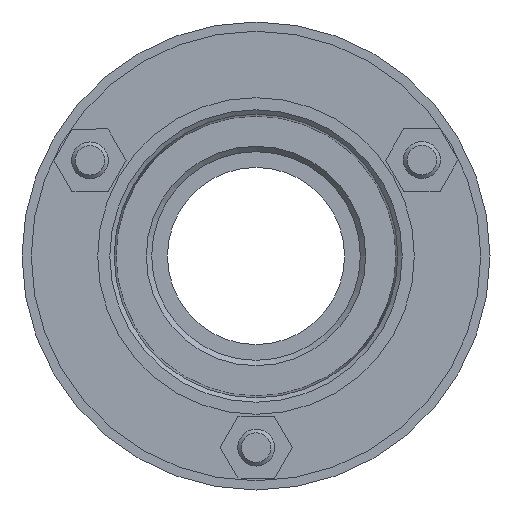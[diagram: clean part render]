
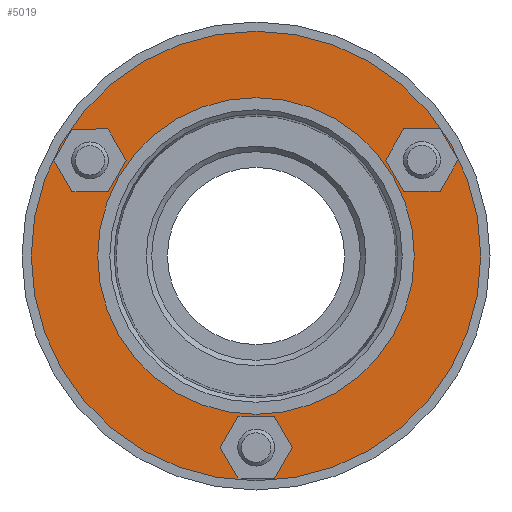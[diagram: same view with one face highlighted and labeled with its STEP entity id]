
A CAD part, front view. The second image highlights one B-rep face of the part: STEP entity #5019.
In plain terms, the highlighted planar face has unit normal (0, -1, 0).
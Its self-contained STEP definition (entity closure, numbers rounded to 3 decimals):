
#109=FACE_BOUND('',#1688,.T.);
#110=FACE_BOUND('',#1689,.T.);
#111=FACE_BOUND('',#1690,.T.);
#112=FACE_BOUND('',#1691,.T.);
#441=LINE('',#11347,#773);
#445=LINE('',#11355,#777);
#448=LINE('',#11361,#780);
#451=LINE('',#11367,#783);
#454=LINE('',#11373,#786);
#457=LINE('',#11378,#789);
#459=LINE('',#11386,#791);
#463=LINE('',#11394,#795);
#466=LINE('',#11400,#798);
#469=LINE('',#11406,#801);
#472=LINE('',#11412,#804);
#475=LINE('',#11417,#807);
#477=LINE('',#11425,#809);
#481=LINE('',#11433,#813);
#484=LINE('',#11439,#816);
#487=LINE('',#11445,#819);
#490=LINE('',#11451,#822);
#493=LINE('',#11456,#825);
#773=VECTOR('',#6268,9.815);
#777=VECTOR('',#6274,9.815);
#780=VECTOR('',#6279,9.815);
#783=VECTOR('',#6284,9.815);
#786=VECTOR('',#6289,9.815);
#789=VECTOR('',#6294,9.815);
#791=VECTOR('',#6302,9.815);
#795=VECTOR('',#6308,9.815);
#798=VECTOR('',#6313,9.815);
#801=VECTOR('',#6318,9.815);
#804=VECTOR('',#6323,9.815);
#807=VECTOR('',#6328,9.815);
#809=VECTOR('',#6336,9.815);
#813=VECTOR('',#6342,9.815);
#816=VECTOR('',#6347,9.815);
#819=VECTOR('',#6352,9.815);
#822=VECTOR('',#6357,9.815);
#825=VECTOR('',#6362,9.815);
#1038=PLANE('',#5446);
#1326=FACE_OUTER_BOUND('',#1687,.T.);
#1687=EDGE_LOOP('',(#4610));
#1688=EDGE_LOOP('',(#4611,#4612,#4613,#4614,#4615,#4616));
#1689=EDGE_LOOP('',(#4617,#4618,#4619,#4620,#4621,#4622));
#1690=EDGE_LOOP('',(#4623,#4624,#4625,#4626,#4627,#4628));
#1691=EDGE_LOOP('',(#4629));
#1871=CIRCLE('',#5445,42.969);
#1872=CIRCLE('',#5447,60.997);
#2462=VERTEX_POINT('',#11345);
#2463=VERTEX_POINT('',#11346);
#2466=VERTEX_POINT('',#11354);
#2468=VERTEX_POINT('',#11360);
#2470=VERTEX_POINT('',#11366);
#2472=VERTEX_POINT('',#11372);
#2475=VERTEX_POINT('',#11384);
#2476=VERTEX_POINT('',#11385);
#2479=VERTEX_POINT('',#11393);
#2481=VERTEX_POINT('',#11399);
#2483=VERTEX_POINT('',#11405);
#2485=VERTEX_POINT('',#11411);
#2488=VERTEX_POINT('',#11423);
#2489=VERTEX_POINT('',#11424);
#2492=VERTEX_POINT('',#11432);
#2494=VERTEX_POINT('',#11438);
#2496=VERTEX_POINT('',#11444);
#2498=VERTEX_POINT('',#11450);
#2577=VERTEX_POINT('',#11693);
#2578=VERTEX_POINT('',#11696);
#3130=EDGE_CURVE('',#2462,#2463,#441,.T.);
#3134=EDGE_CURVE('',#2463,#2466,#445,.T.);
#3137=EDGE_CURVE('',#2466,#2468,#448,.T.);
#3140=EDGE_CURVE('',#2468,#2470,#451,.T.);
#3143=EDGE_CURVE('',#2470,#2472,#454,.T.);
#3146=EDGE_CURVE('',#2472,#2462,#457,.T.);
#3149=EDGE_CURVE('',#2475,#2476,#459,.T.);
#3153=EDGE_CURVE('',#2476,#2479,#463,.T.);
#3156=EDGE_CURVE('',#2479,#2481,#466,.T.);
#3159=EDGE_CURVE('',#2481,#2483,#469,.T.);
#3162=EDGE_CURVE('',#2483,#2485,#472,.T.);
#3165=EDGE_CURVE('',#2485,#2475,#475,.T.);
#3168=EDGE_CURVE('',#2488,#2489,#477,.T.);
#3172=EDGE_CURVE('',#2489,#2492,#481,.T.);
#3175=EDGE_CURVE('',#2492,#2494,#484,.T.);
#3178=EDGE_CURVE('',#2494,#2496,#487,.T.);
#3181=EDGE_CURVE('',#2496,#2498,#490,.T.);
#3184=EDGE_CURVE('',#2498,#2488,#493,.T.);
#3281=EDGE_CURVE('',#2577,#2577,#1871,.T.);
#3282=EDGE_CURVE('',#2578,#2578,#1872,.T.);
#4610=ORIENTED_EDGE('',*,*,#3282,.F.);
#4611=ORIENTED_EDGE('',*,*,#3130,.T.);
#4612=ORIENTED_EDGE('',*,*,#3134,.T.);
#4613=ORIENTED_EDGE('',*,*,#3137,.T.);
#4614=ORIENTED_EDGE('',*,*,#3140,.T.);
#4615=ORIENTED_EDGE('',*,*,#3143,.T.);
#4616=ORIENTED_EDGE('',*,*,#3146,.T.);
#4617=ORIENTED_EDGE('',*,*,#3149,.T.);
#4618=ORIENTED_EDGE('',*,*,#3153,.T.);
#4619=ORIENTED_EDGE('',*,*,#3156,.T.);
#4620=ORIENTED_EDGE('',*,*,#3159,.T.);
#4621=ORIENTED_EDGE('',*,*,#3162,.T.);
#4622=ORIENTED_EDGE('',*,*,#3165,.T.);
#4623=ORIENTED_EDGE('',*,*,#3168,.T.);
#4624=ORIENTED_EDGE('',*,*,#3172,.T.);
#4625=ORIENTED_EDGE('',*,*,#3175,.T.);
#4626=ORIENTED_EDGE('',*,*,#3178,.T.);
#4627=ORIENTED_EDGE('',*,*,#3181,.T.);
#4628=ORIENTED_EDGE('',*,*,#3184,.T.);
#4629=ORIENTED_EDGE('',*,*,#3281,.T.);
#5019=ADVANCED_FACE('',(#1326,#109,#110,#111,#112),#1038,.T.);
#5445=AXIS2_PLACEMENT_3D('',#11694,#6626,#6627);
#5446=AXIS2_PLACEMENT_3D('',#11695,#6628,#6629);
#5447=AXIS2_PLACEMENT_3D('',#11697,#6630,#6631);
#6268=DIRECTION('',(-0.497,0.,-0.868));
#6274=DIRECTION('',(-1.,0.,-0.003));
#6279=DIRECTION('',(-0.503,0.,0.864));
#6284=DIRECTION('',(0.497,0.,0.868));
#6289=DIRECTION('',(1.,0.,0.003));
#6294=DIRECTION('',(0.503,0.,-0.864));
#6302=DIRECTION('',(1.,0.,0.003));
#6308=DIRECTION('',(0.503,0.,-0.864));
#6313=DIRECTION('',(-0.497,0.,-0.868));
#6318=DIRECTION('',(-1.,0.,-0.003));
#6323=DIRECTION('',(-0.503,0.,0.864));
#6328=DIRECTION('',(0.497,0.,0.868));
#6336=DIRECTION('',(-0.503,0.,0.864));
#6342=DIRECTION('',(0.497,0.,0.868));
#6347=DIRECTION('',(1.,0.,0.003));
#6352=DIRECTION('',(0.503,0.,-0.864));
#6357=DIRECTION('',(-0.497,0.,-0.868));
#6362=DIRECTION('',(-1.,0.,-0.003));
#6626=DIRECTION('center_axis',(0.,1.,0.));
#6627=DIRECTION('ref_axis',(1.,0.,0.));
#6628=DIRECTION('center_axis',(0.,-1.,0.));
#6629=DIRECTION('ref_axis',(0.,0.,-1.));
#6630=DIRECTION('center_axis',(0.,1.,0.));
#6631=DIRECTION('ref_axis',(1.,0.,0.));
#11345=CARTESIAN_POINT('',(-35.293,9.902,25.991));
#11346=CARTESIAN_POINT('',(-40.171,9.902,17.474));
#11347=CARTESIAN_POINT('',(-46.517,9.902,6.394));
#11354=CARTESIAN_POINT('',(-49.986,9.902,17.44));
#11355=CARTESIAN_POINT('',(-55.546,9.902,17.421));
#11360=CARTESIAN_POINT('',(-54.922,9.902,25.923));
#11361=CARTESIAN_POINT('',(-50.062,9.902,17.572));
#11366=CARTESIAN_POINT('',(-50.044,9.902,34.44));
#11367=CARTESIAN_POINT('',(-58.83,9.902,19.101));
#11372=CARTESIAN_POINT('',(-40.23,9.902,34.474));
#11373=CARTESIAN_POINT('',(-50.698,9.902,34.438));
#11378=CARTESIAN_POINT('',(-32.901,9.902,21.882));
#11384=CARTESIAN_POINT('',(-4.937,9.902,-43.517));
#11385=CARTESIAN_POINT('',(4.878,9.902,-43.483));
#11386=CARTESIAN_POINT('',(-28.009,9.902,-43.597));
#11393=CARTESIAN_POINT('',(9.815,9.902,-51.966));
#11394=CARTESIAN_POINT('',(-10.445,9.902,-17.154));
#11399=CARTESIAN_POINT('',(4.937,9.902,-60.483));
#11400=CARTESIAN_POINT('',(9.83,9.902,-51.94));
#11405=CARTESIAN_POINT('',(-4.878,9.902,-60.517));
#11406=CARTESIAN_POINT('',(-32.857,9.902,-60.614));
#11411=CARTESIAN_POINT('',(-9.815,9.902,-52.034));
#11412=CARTESIAN_POINT('',(-27.607,9.902,-21.463));
#11417=CARTESIAN_POINT('',(-2.483,9.902,-39.232));
#11423=CARTESIAN_POINT('',(40.081,9.902,17.526));
#11424=CARTESIAN_POINT('',(35.144,9.902,26.009));
#11425=CARTESIAN_POINT('',(28.629,9.902,37.204));
#11432=CARTESIAN_POINT('',(40.022,9.902,34.526));
#11433=CARTESIAN_POINT('',(20.095,9.902,-0.267));
#11438=CARTESIAN_POINT('',(49.837,9.902,34.56));
#11439=CARTESIAN_POINT('',(-5.664,9.902,34.367));
#11444=CARTESIAN_POINT('',(54.774,9.902,26.077));
#11445=CARTESIAN_POINT('',(45.79,9.902,41.513));
#11450=CARTESIAN_POINT('',(49.896,9.902,17.56));
#11451=CARTESIAN_POINT('',(32.408,9.902,-12.974));
#11456=CARTESIAN_POINT('',(-10.513,9.902,17.35));
#11693=CARTESIAN_POINT('',(-43.019,9.902,0.));
#11694=CARTESIAN_POINT('Origin',(-0.049,9.902,0.));
#11695=CARTESIAN_POINT('Origin',(-61.047,9.902,0.));
#11696=CARTESIAN_POINT('',(-61.047,9.902,0.));
#11697=CARTESIAN_POINT('Origin',(-0.049,9.902,0.));
